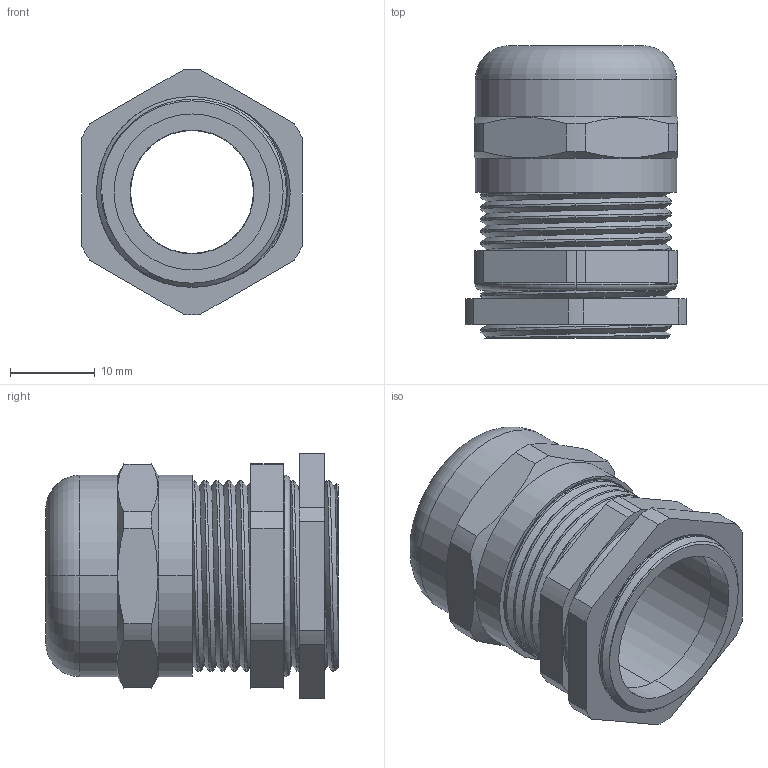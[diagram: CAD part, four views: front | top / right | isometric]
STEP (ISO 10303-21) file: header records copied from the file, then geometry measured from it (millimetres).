
FILE_DESCRIPTION (( 'STEP AP203' ), '1' );
FILE_NAME ('BSBCX-05.step', '2016-02-11T13:29:51', ( '' ), ( '' ), 'SwSTEP 2.0', 'SolidWorks 2015', '' );
FILE_SCHEMA (( 'CONFIG_CONTROL_DESIGN' ));
Length unit declared in the file: millimetre
Products named in the file (1): BSBCX-05
Bounding box: 26 x 34.5 x 29 mm (x, y, z)
Volume: 6264.5 mm3; surface area: 11886.6 mm2
Topology: 6 solids, 6 shells, 258 faces, 712 edges, 469 vertices
Faces by surface type: plane 135, cylinder 91, torus 12, bspline 11, cone 9
Entity records: 12865 total; most frequent: CARTESIAN_POINT 6399, ORIENTED_EDGE 1424, DIRECTION 1290, EDGE_CURVE 712, AXIS2_PLACEMENT_3D 473, VERTEX_POINT 469, LINE 344, VECTOR 344
